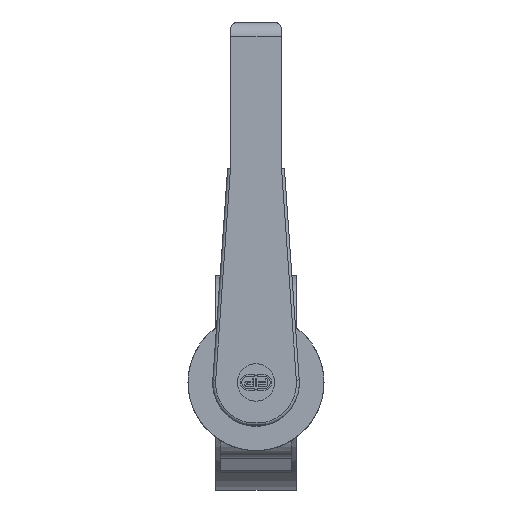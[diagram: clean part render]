
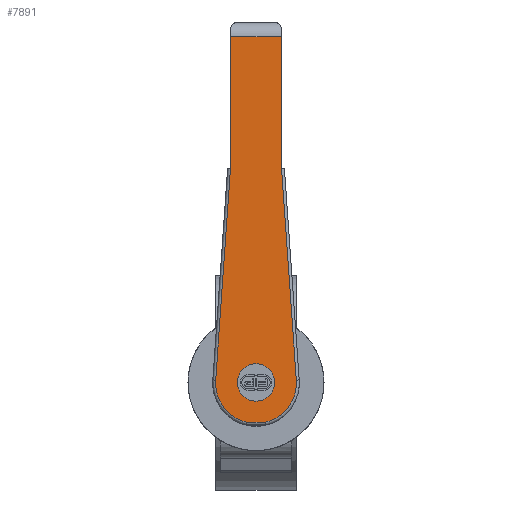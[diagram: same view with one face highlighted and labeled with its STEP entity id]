
A CAD part, top view. The second image highlights one B-rep face of the part: STEP entity #7891.
In plain terms, the highlighted planar face has unit normal (0, 0, 1).
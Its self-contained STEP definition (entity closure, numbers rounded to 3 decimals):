
#412=LINE($,#11995,#1221);
#415=LINE($,#12033,#1224);
#416=LINE($,#12044,#1225);
#418=LINE($,#12055,#1227);
#419=LINE($,#12057,#1228);
#420=LINE($,#12059,#1229);
#421=LINE($,#12061,#1230);
#422=LINE($,#12062,#1231);
#1221=VECTOR($,#9563,13.176);
#1224=VECTOR($,#9572,148.24);
#1225=VECTOR($,#9585,148.24);
#1227=VECTOR($,#9599,0.192);
#1228=VECTOR($,#9600,91.844);
#1229=VECTOR($,#9601,35.256);
#1230=VECTOR($,#9602,91.844);
#1231=VECTOR($,#9603,0.192);
#1947=PLANE($,#8442);
#2364=FACE_OUTER_BOUND($,#2789,.T.);
#2789=EDGE_LOOP($,(#5842,#5843,#5844,#5845,#5846,#5847,#5848,#5849,#5850,
#5851));
#3234=CIRCLE($,#8432,28.229);
#3238=CIRCLE($,#8440,28.229);
#3463=VERTEX_POINT($,#11993);
#3464=VERTEX_POINT($,#11994);
#3467=VERTEX_POINT($,#12026);
#3470=VERTEX_POINT($,#12031);
#3473=VERTEX_POINT($,#12041);
#3474=VERTEX_POINT($,#12043);
#3477=VERTEX_POINT($,#12054);
#3478=VERTEX_POINT($,#12056);
#3479=VERTEX_POINT($,#12058);
#3480=VERTEX_POINT($,#12060);
#4357=EDGE_CURVE($,#3463,#3464,#412,.T.);
#4364=EDGE_CURVE($,#3470,#3467,#415,.T.);
#4365=EDGE_CURVE($,#3464,#3470,#3234,.T.);
#4369=EDGE_CURVE($,#3473,#3474,#416,.T.);
#4373=EDGE_CURVE($,#3474,#3463,#3238,.T.);
#4375=EDGE_CURVE($,#3473,#3477,#418,.T.);
#4376=EDGE_CURVE($,#3477,#3478,#419,.T.);
#4377=EDGE_CURVE($,#3478,#3479,#420,.T.);
#4378=EDGE_CURVE($,#3479,#3480,#421,.T.);
#4379=EDGE_CURVE($,#3480,#3467,#422,.T.);
#5842=ORIENTED_EDGE($,*,*,#4364,.F.);
#5843=ORIENTED_EDGE($,*,*,#4365,.F.);
#5844=ORIENTED_EDGE($,*,*,#4357,.F.);
#5845=ORIENTED_EDGE($,*,*,#4373,.F.);
#5846=ORIENTED_EDGE($,*,*,#4369,.F.);
#5847=ORIENTED_EDGE($,*,*,#4375,.T.);
#5848=ORIENTED_EDGE($,*,*,#4376,.T.);
#5849=ORIENTED_EDGE($,*,*,#4377,.T.);
#5850=ORIENTED_EDGE($,*,*,#4378,.T.);
#5851=ORIENTED_EDGE($,*,*,#4379,.T.);
#7891=ADVANCED_FACE($,(#2364),#1947,.T.);
#8432=AXIS2_PLACEMENT_3D($,#12035,#9575,#9576);
#8440=AXIS2_PLACEMENT_3D($,#12051,#9593,#9594);
#8442=AXIS2_PLACEMENT_3D($,#12053,#9597,#9598);
#9563=DIRECTION($,(0.,1.,0.));
#9572=DIRECTION($,(0.998,-0.07,0.));
#9575=DIRECTION('center_axis',(0.,0.,-1.));
#9576=DIRECTION('ref_axis',(-0.593,0.806,0.));
#9585=DIRECTION($,(-0.998,-0.07,0.));
#9593=DIRECTION('center_axis',(0.,0.,-1.));
#9594=DIRECTION('ref_axis',(-0.593,-0.806,0.));
#9597=DIRECTION('center_axis',(0.,0.,1.));
#9598=DIRECTION('ref_axis',(1.,0.,0.));
#9599=DIRECTION($,(0.,1.,0.));
#9600=DIRECTION($,(1.,0.,0.));
#9601=DIRECTION($,(0.,1.,0.));
#9602=DIRECTION($,(-1.,0.,0.));
#9603=DIRECTION($,(0.,1.,0.));
#11993=CARTESIAN_POINT('',(-27.772,-6.588,46.));
#11994=CARTESIAN_POINT('',(-27.772,6.588,46.));
#11995=CARTESIAN_POINT($,(-27.772,-6.588,46.));
#12026=CARTESIAN_POINT('',(149.526,17.82,46.));
#12031=CARTESIAN_POINT('',(1.647,28.161,46.));
#12033=CARTESIAN_POINT($,(1.647,28.161,46.));
#12035=CARTESIAN_POINT('Origin',(-0.322,0.,46.));
#12041=CARTESIAN_POINT('',(149.526,-17.82,46.));
#12043=CARTESIAN_POINT('',(1.647,-28.161,46.));
#12044=CARTESIAN_POINT($,(149.526,-17.82,46.));
#12051=CARTESIAN_POINT('Origin',(-0.322,0.,46.));
#12053=CARTESIAN_POINT('Origin',(120.691,-31.,46.));
#12054=CARTESIAN_POINT('',(149.526,-17.628,46.));
#12055=CARTESIAN_POINT($,(149.526,-17.82,46.));
#12056=CARTESIAN_POINT('',(241.37,-17.628,46.));
#12057=CARTESIAN_POINT($,(149.526,-17.628,46.));
#12058=CARTESIAN_POINT('',(241.37,17.628,46.));
#12059=CARTESIAN_POINT($,(241.37,-17.628,46.));
#12060=CARTESIAN_POINT('',(149.526,17.628,46.));
#12061=CARTESIAN_POINT($,(241.37,17.628,46.));
#12062=CARTESIAN_POINT($,(149.526,17.628,46.));
